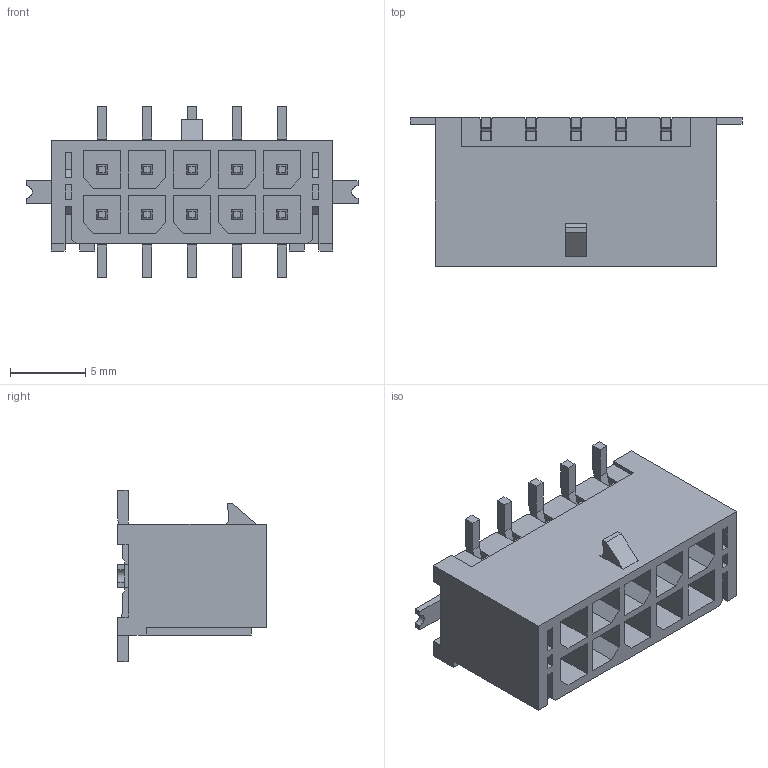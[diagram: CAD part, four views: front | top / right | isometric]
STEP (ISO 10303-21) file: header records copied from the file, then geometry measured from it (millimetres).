
FILE_DESCRIPTION(/* description */ ('Unknown'),/* implementation_level */ '2;1');
FILE_NAME(/* name */ '662010231822',/* time_stamp */ '2020-03-31T08:49:32+02:00',/* author */ ('Unknown'),/* organization */ ('Unknown'),/* preprocessor_version */ 'ST-DEVELOPER v16.7',/* originating_system */ 'DEX',/* authorisation */ $);
FILE_SCHEMA (('AUTOMOTIVE_DESIGN {1 0 10303 214 3 1 1}'));
Length unit declared in the file: millimetre
Products named in the file (4): 6620xx231822; 662010231822; 6620xx231822_MASS; 6620xx231822_PIN
Assembly tree (13 placements, depth 2):
  6620xx231822
    662010231822
    6620xx231822_MASS  x2
    6620xx231822_PIN  x10
Bounding box: 22.09 x 9.9 x 11.4 mm (x, y, z)
Volume: 767.1 mm3; surface area: 2223.8 mm2
Topology: 13 solids, 13 shells, 545 faces, 1538 edges, 1012 vertices
Faces by surface type: plane 518, cylinder 27
Entity records: 10317 total; most frequent: CARTESIAN_POINT 1835, ORIENTED_EDGE 1822, DIRECTION 1595, EDGE_CURVE 911, LINE 863, VECTOR 863, VERTEX_POINT 606, AXIS2_PLACEMENT_3D 366
